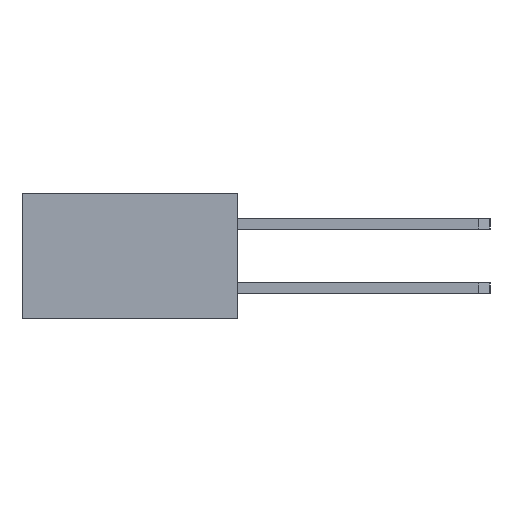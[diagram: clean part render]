
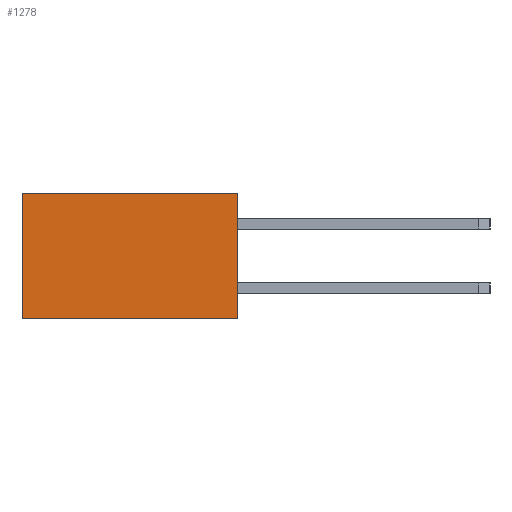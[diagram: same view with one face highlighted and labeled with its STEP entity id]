
A CAD part, left-side view. The second image highlights one B-rep face of the part: STEP entity #1278.
In plain terms, the highlighted planar face has unit normal (-1, 0, 0).
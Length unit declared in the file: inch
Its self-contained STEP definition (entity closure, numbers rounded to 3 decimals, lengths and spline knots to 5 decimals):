
#1278 = ADVANCED_FACE( '', ( #2656 ), #2657, .F. );
#2656 = FACE_OUTER_BOUND( '', #4050, .T. );
#2657 = PLANE( '', #4051 );
#4050 = EDGE_LOOP( '', ( #7922, #7923, #7924, #7925 ) );
#4051 = AXIS2_PLACEMENT_3D( '', #7926, #7927, #7928 );
#7922 = ORIENTED_EDGE( '', *, *, #8903, .T. );
#7923 = ORIENTED_EDGE( '', *, *, #9492, .F. );
#7924 = ORIENTED_EDGE( '', *, *, #9673, .F. );
#7925 = ORIENTED_EDGE( '', *, *, #9610, .T. );
#7926 = CARTESIAN_POINT( '', ( -0.81, 0.335, -0.0975 ) );
#7927 = DIRECTION( '', ( 1., 0., 0. ) );
#7928 = DIRECTION( '', ( 0., 0., -1. ) );
#8903 = EDGE_CURVE( '', #10989, #10987, #10990, .T. );
#9492 = EDGE_CURVE( '', #11834, #10987, #11836, .T. );
#9610 = EDGE_CURVE( '', #11979, #10989, #11980, .T. );
#9673 = EDGE_CURVE( '', #11979, #11834, #12055, .T. );
#10987 = VERTEX_POINT( '', #13917 );
#10989 = VERTEX_POINT( '', #13920 );
#10990 = LINE( '', #13921, #13922 );
#11834 = VERTEX_POINT( '', #15213 );
#11836 = LINE( '', #15216, #15217 );
#11979 = VERTEX_POINT( '', #15442 );
#11980 = LINE( '', #15443, #15444 );
#12055 = LINE( '', #15567, #15568 );
#13917 = CARTESIAN_POINT( '', ( -0.81, 0., 0.0975 ) );
#13920 = CARTESIAN_POINT( '', ( -0.81, 0., -0.0975 ) );
#13921 = CARTESIAN_POINT( '', ( -0.81, 0., -0.0975 ) );
#13922 = VECTOR( '', #16325, 39.37008 );
#15213 = CARTESIAN_POINT( '', ( -0.81, 0.335, 0.0975 ) );
#15216 = CARTESIAN_POINT( '', ( -0.81, 0.335, 0.0975 ) );
#15217 = VECTOR( '', #16774, 39.37008 );
#15442 = CARTESIAN_POINT( '', ( -0.81, 0.335, -0.0975 ) );
#15443 = CARTESIAN_POINT( '', ( -0.81, 0.335, -0.0975 ) );
#15444 = VECTOR( '', #16857, 39.37008 );
#15567 = CARTESIAN_POINT( '', ( -0.81, 0.335, -0.0975 ) );
#15568 = VECTOR( '', #16906, 39.37008 );
#16325 = DIRECTION( '', ( 0., 0., 1. ) );
#16774 = DIRECTION( '', ( 0., -1., 0. ) );
#16857 = DIRECTION( '', ( 0., -1., 0. ) );
#16906 = DIRECTION( '', ( 0., 0., 1. ) );
